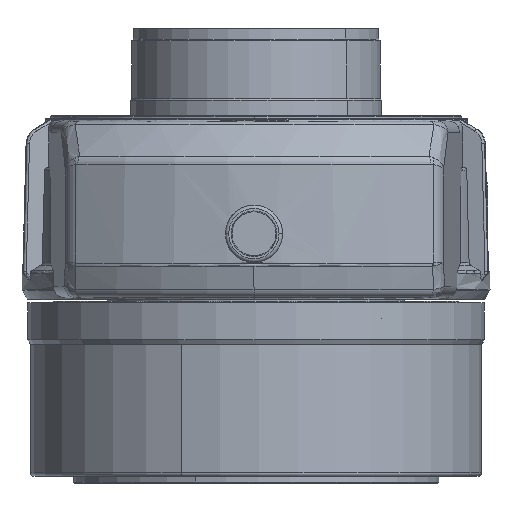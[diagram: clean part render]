
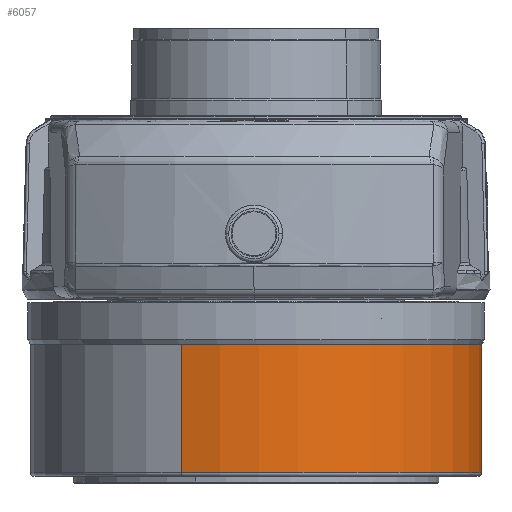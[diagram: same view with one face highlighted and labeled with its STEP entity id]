
A CAD part, front view. The second image highlights one B-rep face of the part: STEP entity #6057.
In plain terms, the highlighted cylindrical face has radius 197.5 mm (diameter 395 mm), a partial arc.
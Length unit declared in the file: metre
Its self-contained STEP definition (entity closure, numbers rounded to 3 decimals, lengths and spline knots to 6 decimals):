
#1511 = DIRECTION ( 'NONE',  ( 0., 0., -1. ) ) ;
#2214 = CARTESIAN_POINT ( 'NONE',  ( 0.1975, 0., -0.0103 ) ) ;
#2458 = ORIENTED_EDGE ( 'NONE', *, *, #26692, .T. ) ;
#2965 = CARTESIAN_POINT ( 'NONE',  ( 0., 0., -0.1225 ) ) ;
#3993 = DIRECTION ( 'NONE',  ( 1., 0., 0. ) ) ;
#5305 = DIRECTION ( 'NONE',  ( 1., 0., 0. ) ) ;
#6057 = ADVANCED_FACE ( 'NONE', ( #13883 ), #19271, .T. ) ;
#6270 = EDGE_CURVE ( 'NONE', #18979, #18140, #14972, .T. ) ;
#6293 = DIRECTION ( 'NONE',  ( 0., 0., 1. ) ) ;
#6517 = AXIS2_PLACEMENT_3D ( 'NONE', #2965, #19058, #5305 ) ;
#7303 = CARTESIAN_POINT ( 'NONE',  ( 0.1975, 0., 0. ) ) ;
#7991 = CARTESIAN_POINT ( 'NONE',  ( -0.1975, 0., 0. ) ) ;
#8622 = CARTESIAN_POINT ( 'NONE',  ( 0., 0., 0. ) ) ;
#8826 = ORIENTED_EDGE ( 'NONE', *, *, #22990, .T. ) ;
#11041 = ORIENTED_EDGE ( 'NONE', *, *, #6270, .F. ) ;
#11425 = EDGE_LOOP ( 'NONE', ( #8826, #18259, #2458, #11041 ) ) ;
#12835 = CIRCLE ( 'NONE', #6517, 0.1975 ) ;
#13883 = FACE_OUTER_BOUND ( 'NONE', #11425, .T. ) ;
#14119 = CARTESIAN_POINT ( 'NONE',  ( -0.1975, 0., -0.0103 ) ) ;
#14972 = LINE ( 'NONE', #7303, #15674 ) ;
#15303 = CARTESIAN_POINT ( 'NONE',  ( 0., 0., -0.0103 ) ) ;
#15674 = VECTOR ( 'NONE', #25624, 1. ) ;
#16222 = AXIS2_PLACEMENT_3D ( 'NONE', #8622, #6293, #3993 ) ;
#16512 = AXIS2_PLACEMENT_3D ( 'NONE', #15303, #1511, #17628 ) ;
#17041 = DIRECTION ( 'NONE',  ( 0., 0., 1. ) ) ;
#17628 = DIRECTION ( 'NONE',  ( -1., 0., 0. ) ) ;
#18140 = VERTEX_POINT ( 'NONE', #2214 ) ;
#18259 = ORIENTED_EDGE ( 'NONE', *, *, #23531, .T. ) ;
#18582 = VECTOR ( 'NONE', #17041, 1. ) ;
#18740 = CARTESIAN_POINT ( 'NONE',  ( -0.1975, 0., -0.1225 ) ) ;
#18979 = VERTEX_POINT ( 'NONE', #25754 ) ;
#19058 = DIRECTION ( 'NONE',  ( 0., 0., 1. ) ) ;
#19213 = VERTEX_POINT ( 'NONE', #18740 ) ;
#19271 = CYLINDRICAL_SURFACE ( 'NONE', #16222, 0.1975 ) ;
#21096 = CIRCLE ( 'NONE', #16512, 0.1975 ) ;
#22990 = EDGE_CURVE ( 'NONE', #18979, #19213, #12835, .T. ) ;
#23531 = EDGE_CURVE ( 'NONE', #19213, #26361, #25364, .T. ) ;
#25364 = LINE ( 'NONE', #7991, #18582 ) ;
#25624 = DIRECTION ( 'NONE',  ( 0., 0., 1. ) ) ;
#25754 = CARTESIAN_POINT ( 'NONE',  ( 0.1975, 0., -0.1225 ) ) ;
#26361 = VERTEX_POINT ( 'NONE', #14119 ) ;
#26692 = EDGE_CURVE ( 'NONE', #26361, #18140, #21096, .T. ) ;
